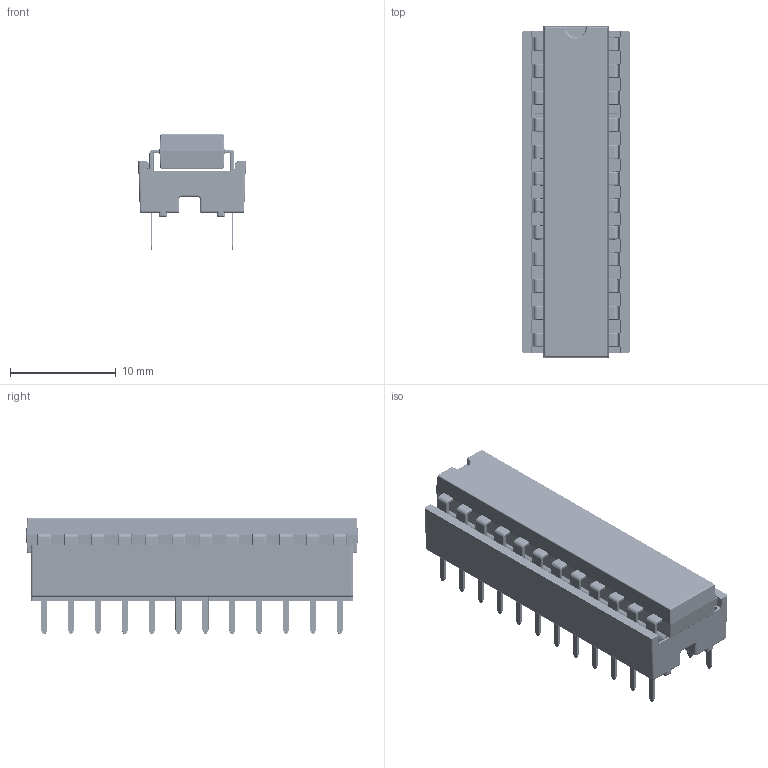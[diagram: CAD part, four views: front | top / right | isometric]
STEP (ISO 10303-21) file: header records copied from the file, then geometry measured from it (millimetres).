
FILE_DESCRIPTION(/* description */ (''),/* implementation_level */ '2;1');
FILE_NAME(/* name */ 'DIP-24 W7.62mm IC with Socket.stp',/* time_stamp */ '2019-09-26T14:15:19+02:00',/* author */ ('PCB-Tech'),/* organization */ (''),/* preprocessor_version */ 'ST-DEVELOPER v17.2',/* originating_system */ 'Autodesk Inventor 2019',/* authorisation */ '');
FILE_SCHEMA (('AUTOMOTIVE_DESIGN { 1 0 10303 214 3 1 1 }'));
Length unit declared in the file: millimetre
Products named in the file (6): DIP-24 W7.62mm IC with Socket; Stamped Dual Wipe Contact for DIP Sockets; Body DIP-24 P7.62mm Socket; DIP-24 W7.62mm Package; IC Beinchen; DIP-24 W7.62
Assembly tree (51 placements, depth 3):
  DIP-24 W7.62mm IC with Socket
    Stamped Dual Wipe Contact for DIP Sockets  x24
    Body DIP-24 P7.62mm Socket
    DIP-24 W7.62mm Package
      IC Beinchen  x24
      DIP-24 W7.62
Bounding box: 10.2 x 31.38 x 11.01 mm (x, y, z)
Volume: 1462.6 mm3; surface area: 3897.7 mm2
Topology: 50 solids, 50 shells, 9339 faces, 22694 edges, 13619 vertices
Faces by surface type: plane 2928, cylinder 2709, bspline 2146, torus 1205, sphere 351
Entity records: 41112 total; most frequent: CARTESIAN_POINT 13667, ORIENTED_EDGE 5862, DIRECTION 5401, EDGE_CURVE 2931, LINE 2131, VECTOR 2131, VERTEX_POINT 1865, AXIS2_PLACEMENT_3D 1635
